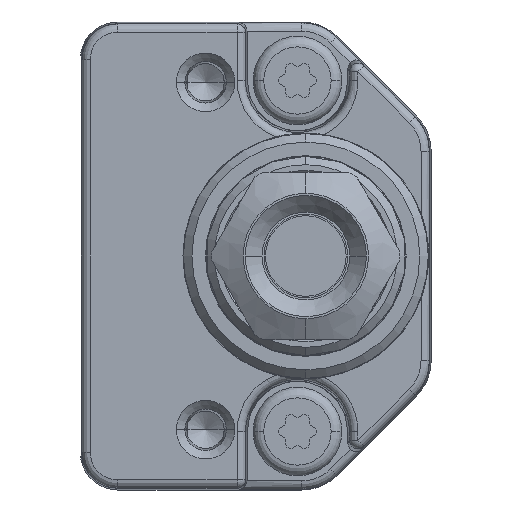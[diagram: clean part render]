
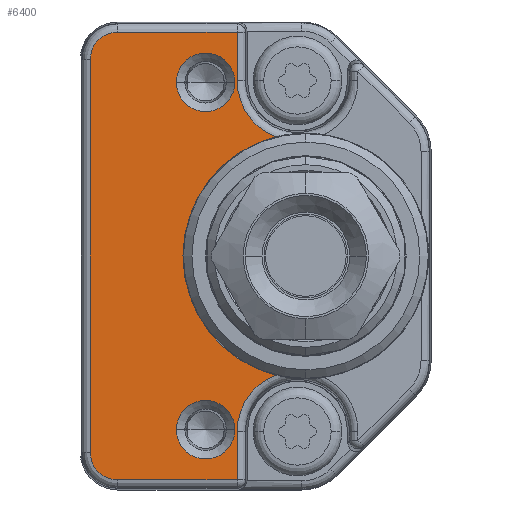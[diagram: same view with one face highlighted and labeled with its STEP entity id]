
A CAD part, left-side view. The second image highlights one B-rep face of the part: STEP entity #6400.
In plain terms, the highlighted planar face has unit normal (-1, 0, 0).
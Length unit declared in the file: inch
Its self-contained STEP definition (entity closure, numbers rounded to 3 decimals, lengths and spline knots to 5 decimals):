
#348=DIRECTION('',(0.,0.,1.));
#349=VECTOR('',#348,0.11399);
#350=CARTESIAN_POINT('',(-0.49213,0.45723,
-0.52737));
#351=LINE('',#350,#349);
#352=DIRECTION('',(0.,-1.,0.));
#353=VECTOR('',#352,0.28096);
#354=CARTESIAN_POINT('',(-0.49213,0.73819,
-0.52737));
#355=LINE('',#354,#353);
#356=CARTESIAN_POINT('',(-0.49213,0.73819,
-0.4626));
#357=DIRECTION('',(-1.,0.,0.));
#358=DIRECTION('',(0.,1.,0.));
#359=AXIS2_PLACEMENT_3D('',#356,#357,#358);
#361=DIRECTION('',(0.,0.,-1.));
#362=VECTOR('',#361,0.9252);
#363=CARTESIAN_POINT('',(-0.49213,0.80296,
0.4626));
#364=LINE('',#363,#362);
#365=CARTESIAN_POINT('',(-0.49213,0.73819,
0.4626));
#366=DIRECTION('',(-1.,0.,0.));
#367=DIRECTION('',(0.,0.,1.));
#368=AXIS2_PLACEMENT_3D('',#365,#366,#367);
#370=DIRECTION('',(0.,1.,0.));
#371=VECTOR('',#370,0.28096);
#372=CARTESIAN_POINT('',(-0.49213,0.45723,
0.52737));
#373=LINE('',#372,#371);
#374=DIRECTION('',(0.,0.,1.));
#375=VECTOR('',#374,0.11399);
#376=CARTESIAN_POINT('',(-0.49213,0.45723,
0.41339));
#377=LINE('',#376,#375);
#378=CARTESIAN_POINT('',(-0.49213,0.31496,
0.41339));
#379=DIRECTION('',(1.,0.,0.));
#380=DIRECTION('',(0.,0.359,-0.933));
#381=AXIS2_PLACEMENT_3D('',#378,#379,#380);
#383=CARTESIAN_POINT('',(-0.49213,0.29528,0.));
#384=DIRECTION('',(-1.,0.,0.));
#385=DIRECTION('',(0.,0.244,0.97));
#386=AXIS2_PLACEMENT_3D('',#383,#384,#385);
#388=CARTESIAN_POINT('',(-0.49213,0.31496,
-0.41339));
#389=DIRECTION('',(1.,0.,0.));
#390=DIRECTION('',(0.,1.,0.));
#391=AXIS2_PLACEMENT_3D('',#388,#389,#390);
#393=CARTESIAN_POINT('',(-0.49213,0.5315,
-0.40915));
#394=DIRECTION('',(1.,0.,0.));
#395=DIRECTION('',(0.,-1.,0.));
#396=AXIS2_PLACEMENT_3D('',#393,#394,#395);
#398=CARTESIAN_POINT('',(-0.49213,0.5315,
-0.40915));
#399=DIRECTION('',(1.,0.,0.));
#400=DIRECTION('',(0.,1.,0.));
#401=AXIS2_PLACEMENT_3D('',#398,#399,#400);
#403=CARTESIAN_POINT('',(-0.49213,0.5315,
0.40915));
#404=DIRECTION('',(1.,0.,0.));
#405=DIRECTION('',(0.,-1.,0.));
#406=AXIS2_PLACEMENT_3D('',#403,#404,#405);
#408=CARTESIAN_POINT('',(-0.49213,0.5315,
0.40915));
#409=DIRECTION('',(1.,0.,0.));
#410=DIRECTION('',(0.,1.,0.));
#411=AXIS2_PLACEMENT_3D('',#408,#409,#410);
#4919=CARTESIAN_POINT('',(-0.49213,0.80296,
-0.4626));
#4920=CARTESIAN_POINT('',(-0.49213,0.73819,
-0.52737));
#4921=VERTEX_POINT('',#4919);
#4922=VERTEX_POINT('',#4920);
#4927=CARTESIAN_POINT('',(-0.49213,0.80296,
0.4626));
#4928=VERTEX_POINT('',#4927);
#4931=CARTESIAN_POINT('',(-0.49213,0.73819,
0.52737));
#4932=VERTEX_POINT('',#4931);
#4959=CARTESIAN_POINT('',(-0.49213,0.45723,
-0.52737));
#4960=CARTESIAN_POINT('',(-0.49213,0.45723,
-0.41339));
#4961=VERTEX_POINT('',#4959);
#4962=VERTEX_POINT('',#4960);
#4984=CARTESIAN_POINT('',(-0.49213,0.366,
-0.28059));
#4985=VERTEX_POINT('',#4984);
#5000=CARTESIAN_POINT('',(-0.49213,0.45723,
0.41339));
#5001=CARTESIAN_POINT('',(-0.49213,0.45723,
0.52737));
#5002=VERTEX_POINT('',#5000);
#5003=VERTEX_POINT('',#5001);
#5024=CARTESIAN_POINT('',(-0.49213,0.366,
0.28059));
#5025=VERTEX_POINT('',#5024);
#5068=CARTESIAN_POINT('',(-0.49213,0.4626,
-0.40915));
#5069=CARTESIAN_POINT('',(-0.49213,0.60039,
-0.40915));
#5070=VERTEX_POINT('',#5068);
#5071=VERTEX_POINT('',#5069);
#5076=CARTESIAN_POINT('',(-0.49213,0.4626,
0.40915));
#5077=CARTESIAN_POINT('',(-0.49213,0.60039,
0.40915));
#5078=VERTEX_POINT('',#5076);
#5079=VERTEX_POINT('',#5077);
#6364=CARTESIAN_POINT('',(-0.49213,0.,0.));
#6365=DIRECTION('',(-1.,0.,0.));
#6366=DIRECTION('',(0.,0.,1.));
#6367=AXIS2_PLACEMENT_3D('',#6364,#6365,#6366);
#6368=PLANE('',#6367);
#6370=ORIENTED_EDGE('',*,*,#6369,.F.);
#6372=ORIENTED_EDGE('',*,*,#6371,.F.);
#6374=ORIENTED_EDGE('',*,*,#6373,.F.);
#6376=ORIENTED_EDGE('',*,*,#6375,.F.);
#6378=ORIENTED_EDGE('',*,*,#6377,.F.);
#6380=ORIENTED_EDGE('',*,*,#6379,.F.);
#6381=ORIENTED_EDGE('',*,*,#6355,.F.);
#6382=ORIENTED_EDGE('',*,*,#6313,.F.);
#6383=ORIENTED_EDGE('',*,*,#6270,.T.);
#6385=ORIENTED_EDGE('',*,*,#6384,.F.);
#6386=EDGE_LOOP('',(#6370,#6372,#6374,#6376,#6378,#6380,#6381,#6382,#6383,
#6385));
#6387=FACE_OUTER_BOUND('',#6386,.F.);
#6389=ORIENTED_EDGE('',*,*,#6388,.F.);
#6391=ORIENTED_EDGE('',*,*,#6390,.F.);
#6392=EDGE_LOOP('',(#6389,#6391));
#6393=FACE_BOUND('',#6392,.F.);
#6395=ORIENTED_EDGE('',*,*,#6394,.F.);
#6397=ORIENTED_EDGE('',*,*,#6396,.F.);
#6398=EDGE_LOOP('',(#6395,#6397));
#6399=FACE_BOUND('',#6398,.F.);
#6400=ADVANCED_FACE('',(#6387,#6393,#6399),#6368,.T.);
#360=CIRCLE('',#359,0.06477);
#369=CIRCLE('',#368,0.06477);
#382=CIRCLE('',#381,0.14227);
#387=CIRCLE('',#386,0.28937);
#392=CIRCLE('',#391,0.14227);
#397=CIRCLE('',#396,0.0689);
#402=CIRCLE('',#401,0.0689);
#407=CIRCLE('',#406,0.0689);
#412=CIRCLE('',#411,0.0689);
#6270=EDGE_CURVE('',#5025,#4985,#387,.T.);
#6313=EDGE_CURVE('',#5025,#5002,#382,.T.);
#6355=EDGE_CURVE('',#5002,#5003,#377,.T.);
#6369=EDGE_CURVE('',#4961,#4962,#351,.T.);
#6371=EDGE_CURVE('',#4922,#4961,#355,.T.);
#6373=EDGE_CURVE('',#4921,#4922,#360,.T.);
#6375=EDGE_CURVE('',#4928,#4921,#364,.T.);
#6377=EDGE_CURVE('',#4932,#4928,#369,.T.);
#6379=EDGE_CURVE('',#5003,#4932,#373,.T.);
#6384=EDGE_CURVE('',#4962,#4985,#392,.T.);
#6388=EDGE_CURVE('',#5070,#5071,#397,.T.);
#6390=EDGE_CURVE('',#5071,#5070,#402,.T.);
#6394=EDGE_CURVE('',#5078,#5079,#407,.T.);
#6396=EDGE_CURVE('',#5079,#5078,#412,.T.);
